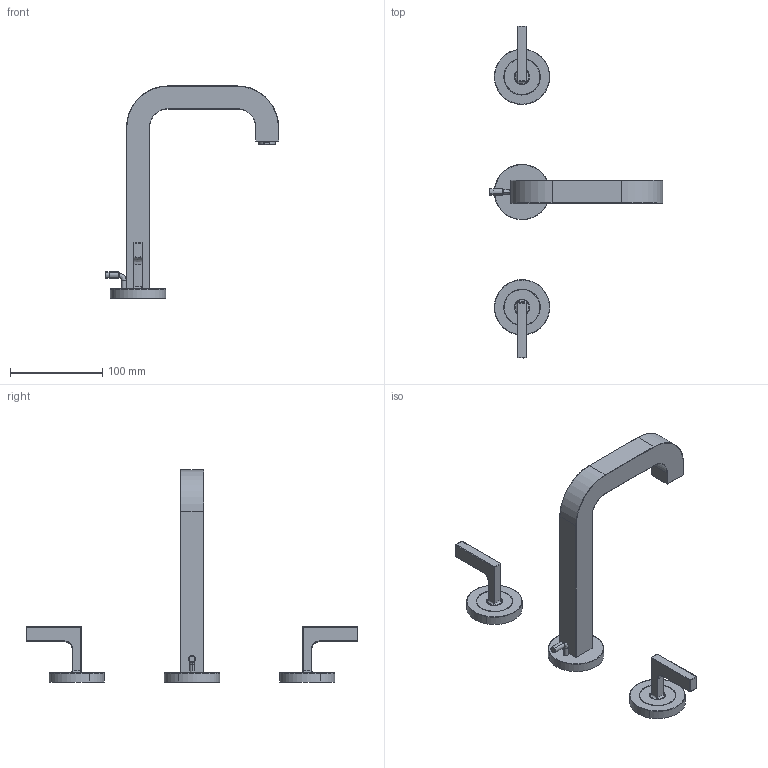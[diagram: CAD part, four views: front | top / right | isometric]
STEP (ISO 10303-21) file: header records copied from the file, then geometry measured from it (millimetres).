
FILE_DESCRIPTION(('CAx-IF Rec.Pracs.---Model Styling and Organization---1.2---2011-12-15','CAx-IF Rec.Pracs.---Geometric and Assembly Validation Properties---4.1---2014-06-16','CAx-IF Rec.Pracs.---PMI Polyline Presentation---2.0---2013-05-24'),'2;1');
FILE_NAME('1000119527_PPR_000.stp','2017-09-05T15:05:28+02:00',(''),(''),'STEP Interface 4.1 by CT CoreTechnologie','3D_Evolution4.1 by CT CoreTechnologie','');
FILE_SCHEMA(('AP203_CONFIGURATION_CONTROLLED_3D_DESIGN_OF_MECHANICAL_PARTS_AND_ASSEMBLIES_MIM_LF'));
Length unit declared in the file: millimetre
Products named in the file (10): P_2 AX Citterio 3-L.WTA Hebelgriff 1000119527_PPR_000_A0; P_2 Gk 3L-WTA AX Citterio chrom 1000113261_PPA_000_A0; P_2 Zugstange kpl. 3L-WTA_BDA-SM AX Cit. 1000113280_PPR_000_A0; P_2 Zugstange 3L-WTA-SM AX Starck 1000113272_PPA_000_A0; P_2 Zugknopf  D5 3L_WTA Citterio 1000113271_PPA_000_A0; P_2 Rosette Gk 3L_WTA_SM Citterio 1000119168_PPA_000_A0; P_ 2 Hebelgr. 3L-WTA-WM Citterio (ZnGD) 1000105018_PPA_000_A0; P_2 Rosette 3L-WTA-SM Citterio 1000119211_PPA_000_A0; P_2 SR_TT_HC_V-air 1000086543_PPA_000_A0; P_2 Perlatorhuelse M18x1 1000086542_PPA_000_A0
Assembly tree (11 placements, depth 3):
  P_2 AX Citterio 3-L.WTA Hebelgriff 1000119527_PPR_000_A0
    P_2 Gk 3L-WTA AX Citterio chrom 1000113261_PPA_000_A0
    P_2 Zugstange kpl. 3L-WTA_BDA-SM AX Cit. 1000113280_PPR_000_A0
      P_2 Zugstange 3L-WTA-SM AX Starck 1000113272_PPA_000_A0
      P_2 Zugknopf  D5 3L_WTA Citterio 1000113271_PPA_000_A0
    P_2 Rosette Gk 3L_WTA_SM Citterio 1000119168_PPA_000_A0
    P_ 2 Hebelgr. 3L-WTA-WM Citterio (ZnGD) 1000105018_PPA_000_A0  x2
    P_2 Rosette 3L-WTA-SM Citterio 1000119211_PPA_000_A0  x2
    P_2 SR_TT_HC_V-air 1000086543_PPA_000_A0
    P_2 Perlatorhuelse M18x1 1000086542_PPA_000_A0
Bounding box: 188 x 359.98 x 230 mm (x, y, z)
Volume: 339884.6 mm3; surface area: 75088 mm2
Topology: 10 solids, 10 shells, 815 faces, 2021 edges, 1269 vertices
Faces by surface type: plane 543, cylinder 170, bspline 102
Entity records: 32973 total; most frequent: CARTESIAN_POINT 6657, ORIENTED_EDGE 3736, DIRECTION 3571, EDGE_CURVE 1868, VECTOR 1473, LINE 1473, VERTEX_POINT 1191, AXIS2_PLACEMENT_3D 1049
